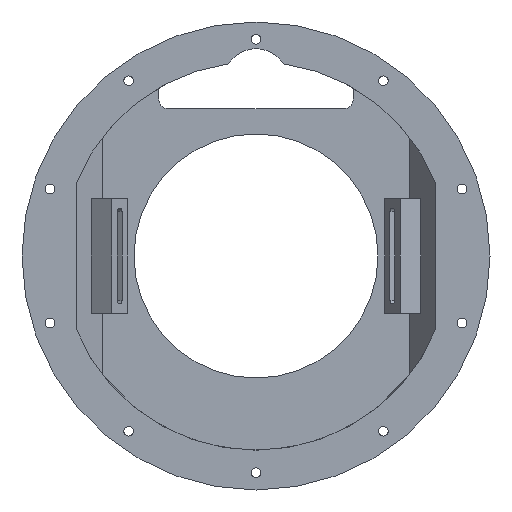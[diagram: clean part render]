
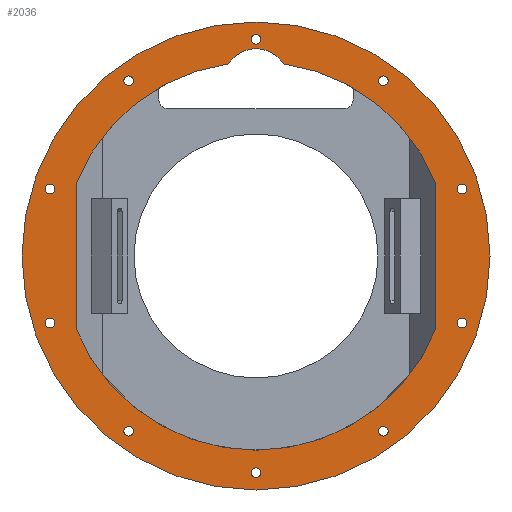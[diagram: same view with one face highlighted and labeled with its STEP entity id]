
A CAD part, front view. The second image highlights one B-rep face of the part: STEP entity #2036.
In plain terms, the highlighted planar face has unit normal (0, -1, 0).
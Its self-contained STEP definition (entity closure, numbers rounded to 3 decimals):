
#31=ELLIPSE('',#2252,21.936,20.);
#82=FACE_BOUND('',#420,.T.);
#83=FACE_BOUND('',#421,.T.);
#84=FACE_BOUND('',#422,.T.);
#85=FACE_BOUND('',#423,.T.);
#86=FACE_BOUND('',#424,.T.);
#87=FACE_BOUND('',#425,.T.);
#88=FACE_BOUND('',#426,.T.);
#89=FACE_BOUND('',#427,.T.);
#90=FACE_BOUND('',#428,.T.);
#91=FACE_BOUND('',#429,.T.);
#92=FACE_BOUND('',#430,.T.);
#128=CIRCLE('',#2141,112.038);
#129=CIRCLE('',#2143,112.038);
#131=CIRCLE('',#2146,112.038);
#177=CIRCLE('',#2255,135.);
#178=CIRCLE('',#2256,2.75);
#179=CIRCLE('',#2257,2.75);
#180=CIRCLE('',#2258,2.75);
#181=CIRCLE('',#2259,2.75);
#182=CIRCLE('',#2260,2.75);
#183=CIRCLE('',#2261,2.75);
#184=CIRCLE('',#2262,2.75);
#185=CIRCLE('',#2263,2.75);
#186=CIRCLE('',#2264,2.75);
#187=CIRCLE('',#2265,2.75);
#295=FACE_OUTER_BOUND('',#419,.T.);
#419=EDGE_LOOP('',(#1774));
#420=EDGE_LOOP('',(#1775,#1776,#1777,#1778,#1779,#1780));
#421=EDGE_LOOP('',(#1781));
#422=EDGE_LOOP('',(#1782));
#423=EDGE_LOOP('',(#1783));
#424=EDGE_LOOP('',(#1784));
#425=EDGE_LOOP('',(#1785));
#426=EDGE_LOOP('',(#1786));
#427=EDGE_LOOP('',(#1787));
#428=EDGE_LOOP('',(#1788));
#429=EDGE_LOOP('',(#1789));
#430=EDGE_LOOP('',(#1790));
#513=LINE('',#3091,#689);
#522=LINE('',#3163,#698);
#689=VECTOR('',#2424,10.);
#698=VECTOR('',#2463,10.);
#858=VERTEX_POINT('',#3088);
#859=VERTEX_POINT('',#3090);
#869=VERTEX_POINT('',#3160);
#870=VERTEX_POINT('',#3162);
#894=VERTEX_POINT('',#3215);
#895=VERTEX_POINT('',#3222);
#971=VERTEX_POINT('',#3521);
#972=VERTEX_POINT('',#3523);
#973=VERTEX_POINT('',#3525);
#974=VERTEX_POINT('',#3527);
#975=VERTEX_POINT('',#3529);
#976=VERTEX_POINT('',#3531);
#977=VERTEX_POINT('',#3533);
#978=VERTEX_POINT('',#3535);
#979=VERTEX_POINT('',#3537);
#980=VERTEX_POINT('',#3539);
#981=VERTEX_POINT('',#3541);
#1065=EDGE_CURVE('',#858,#859,#513,.T.);
#1083=EDGE_CURVE('',#869,#870,#522,.T.);
#1111=EDGE_CURVE('',#894,#869,#128,.T.);
#1112=EDGE_CURVE('',#859,#895,#129,.T.);
#1116=EDGE_CURVE('',#870,#858,#131,.T.);
#1246=EDGE_CURVE('',#894,#895,#31,.T.);
#1248=EDGE_CURVE('',#971,#971,#177,.T.);
#1249=EDGE_CURVE('',#972,#972,#178,.T.);
#1250=EDGE_CURVE('',#973,#973,#179,.T.);
#1251=EDGE_CURVE('',#974,#974,#180,.T.);
#1252=EDGE_CURVE('',#975,#975,#181,.T.);
#1253=EDGE_CURVE('',#976,#976,#182,.T.);
#1254=EDGE_CURVE('',#977,#977,#183,.T.);
#1255=EDGE_CURVE('',#978,#978,#184,.T.);
#1256=EDGE_CURVE('',#979,#979,#185,.T.);
#1257=EDGE_CURVE('',#980,#980,#186,.T.);
#1258=EDGE_CURVE('',#981,#981,#187,.T.);
#1774=ORIENTED_EDGE('',*,*,#1248,.F.);
#1775=ORIENTED_EDGE('',*,*,#1116,.F.);
#1776=ORIENTED_EDGE('',*,*,#1083,.F.);
#1777=ORIENTED_EDGE('',*,*,#1111,.F.);
#1778=ORIENTED_EDGE('',*,*,#1246,.T.);
#1779=ORIENTED_EDGE('',*,*,#1112,.F.);
#1780=ORIENTED_EDGE('',*,*,#1065,.F.);
#1781=ORIENTED_EDGE('',*,*,#1249,.F.);
#1782=ORIENTED_EDGE('',*,*,#1250,.F.);
#1783=ORIENTED_EDGE('',*,*,#1251,.F.);
#1784=ORIENTED_EDGE('',*,*,#1252,.F.);
#1785=ORIENTED_EDGE('',*,*,#1253,.F.);
#1786=ORIENTED_EDGE('',*,*,#1254,.F.);
#1787=ORIENTED_EDGE('',*,*,#1255,.F.);
#1788=ORIENTED_EDGE('',*,*,#1256,.F.);
#1789=ORIENTED_EDGE('',*,*,#1257,.F.);
#1790=ORIENTED_EDGE('',*,*,#1258,.F.);
#1938=PLANE('',#2254);
#2036=ADVANCED_FACE('',(#295,#82,#83,#84,#85,#86,#87,#88,#89,#90,#91,#92),
#1938,.F.);
#2141=AXIS2_PLACEMENT_3D('',#3220,#2508,#2509);
#2143=AXIS2_PLACEMENT_3D('',#3223,#2512,#2513);
#2146=AXIS2_PLACEMENT_3D('',#3235,#2519,#2520);
#2252=AXIS2_PLACEMENT_3D('',#3518,#2813,#2814);
#2254=AXIS2_PLACEMENT_3D('',#3520,#2817,#2818);
#2255=AXIS2_PLACEMENT_3D('',#3522,#2819,#2820);
#2256=AXIS2_PLACEMENT_3D('',#3524,#2821,#2822);
#2257=AXIS2_PLACEMENT_3D('',#3526,#2823,#2824);
#2258=AXIS2_PLACEMENT_3D('',#3528,#2825,#2826);
#2259=AXIS2_PLACEMENT_3D('',#3530,#2827,#2828);
#2260=AXIS2_PLACEMENT_3D('',#3532,#2829,#2830);
#2261=AXIS2_PLACEMENT_3D('',#3534,#2831,#2832);
#2262=AXIS2_PLACEMENT_3D('',#3536,#2833,#2834);
#2263=AXIS2_PLACEMENT_3D('',#3538,#2835,#2836);
#2264=AXIS2_PLACEMENT_3D('',#3540,#2837,#2838);
#2265=AXIS2_PLACEMENT_3D('',#3542,#2839,#2840);
#2424=DIRECTION('',(0.,0.,1.));
#2463=DIRECTION('',(0.,0.,-1.));
#2508=DIRECTION('center_axis',(0.,-1.,0.));
#2509=DIRECTION('ref_axis',(1.,0.,0.));
#2512=DIRECTION('center_axis',(0.,-1.,0.));
#2513=DIRECTION('ref_axis',(1.,0.,0.));
#2519=DIRECTION('center_axis',(0.,-1.,0.));
#2520=DIRECTION('ref_axis',(1.,0.,0.));
#2813=DIRECTION('center_axis',(0.,1.,0.));
#2814=DIRECTION('ref_axis',(0.,0.,-1.));
#2817=DIRECTION('center_axis',(0.,1.,0.));
#2818=DIRECTION('ref_axis',(0.,0.,1.));
#2819=DIRECTION('center_axis',(0.,1.,0.));
#2820=DIRECTION('ref_axis',(-1.,0.,0.));
#2821=DIRECTION('center_axis',(0.,-1.,0.));
#2822=DIRECTION('ref_axis',(1.,0.,0.));
#2823=DIRECTION('center_axis',(0.,-1.,0.));
#2824=DIRECTION('ref_axis',(1.,0.,0.));
#2825=DIRECTION('center_axis',(0.,-1.,0.));
#2826=DIRECTION('ref_axis',(1.,0.,0.));
#2827=DIRECTION('center_axis',(0.,-1.,0.));
#2828=DIRECTION('ref_axis',(1.,0.,0.));
#2829=DIRECTION('center_axis',(0.,-1.,0.));
#2830=DIRECTION('ref_axis',(1.,0.,0.));
#2831=DIRECTION('center_axis',(0.,-1.,0.));
#2832=DIRECTION('ref_axis',(1.,0.,0.));
#2833=DIRECTION('center_axis',(0.,-1.,0.));
#2834=DIRECTION('ref_axis',(1.,0.,0.));
#2835=DIRECTION('center_axis',(0.,-1.,0.));
#2836=DIRECTION('ref_axis',(1.,0.,0.));
#2837=DIRECTION('center_axis',(0.,-1.,0.));
#2838=DIRECTION('ref_axis',(1.,0.,0.));
#2839=DIRECTION('center_axis',(0.,-1.,0.));
#2840=DIRECTION('ref_axis',(1.,0.,0.));
#3088=CARTESIAN_POINT('',(103.84,0.,-42.066));
#3090=CARTESIAN_POINT('',(103.84,0.,42.066));
#3091=CARTESIAN_POINT('',(103.84,0.,-34.131));
#3160=CARTESIAN_POINT('',(-103.84,0.,42.066));
#3162=CARTESIAN_POINT('',(-103.84,0.,-42.066));
#3163=CARTESIAN_POINT('',(-103.84,0.,34.131));
#3215=CARTESIAN_POINT('',(-15.912,0.,110.902));
#3220=CARTESIAN_POINT('Origin',(0.,0.,0.));
#3222=CARTESIAN_POINT('',(15.912,0.,110.902));
#3223=CARTESIAN_POINT('Origin',(0.,0.,0.));
#3235=CARTESIAN_POINT('Origin',(0.,0.,0.));
#3518=CARTESIAN_POINT('Origin',(0.,0.,97.613));
#3520=CARTESIAN_POINT('Origin',(0.,0.,0.));
#3521=CARTESIAN_POINT('',(135.,0.,0.));
#3522=CARTESIAN_POINT('Origin',(0.,0.,0.));
#3523=CARTESIAN_POINT('',(116.132,0.,-38.627));
#3524=CARTESIAN_POINT('Origin',(118.882,0.,-38.627));
#3525=CARTESIAN_POINT('',(116.132,0.,38.627));
#3526=CARTESIAN_POINT('Origin',(118.882,0.,38.627));
#3527=CARTESIAN_POINT('',(70.723,0.,101.127));
#3528=CARTESIAN_POINT('Origin',(73.473,0.,101.127));
#3529=CARTESIAN_POINT('',(-2.75,0.,125.));
#3530=CARTESIAN_POINT('Origin',(0.,0.,125.));
#3531=CARTESIAN_POINT('',(-76.223,0.,101.127));
#3532=CARTESIAN_POINT('Origin',(-73.473,0.,101.127));
#3533=CARTESIAN_POINT('',(-121.632,0.,38.627));
#3534=CARTESIAN_POINT('Origin',(-118.882,0.,38.627));
#3535=CARTESIAN_POINT('',(-121.632,0.,-38.627));
#3536=CARTESIAN_POINT('Origin',(-118.882,0.,-38.627));
#3537=CARTESIAN_POINT('',(-76.223,0.,-101.127));
#3538=CARTESIAN_POINT('Origin',(-73.473,0.,-101.127));
#3539=CARTESIAN_POINT('',(-2.75,0.,-125.));
#3540=CARTESIAN_POINT('Origin',(0.,0.,-125.));
#3541=CARTESIAN_POINT('',(70.723,0.,-101.127));
#3542=CARTESIAN_POINT('Origin',(73.473,0.,-101.127));
